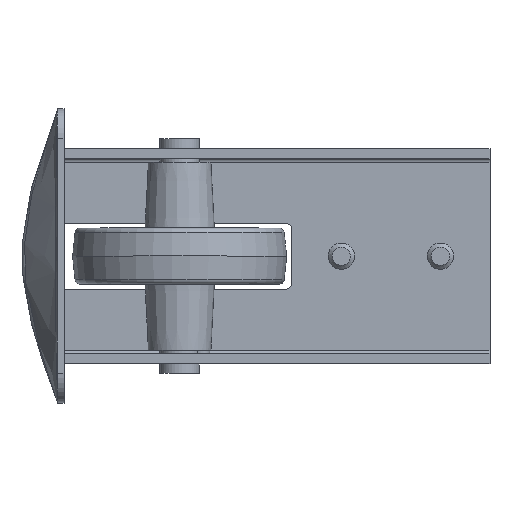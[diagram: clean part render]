
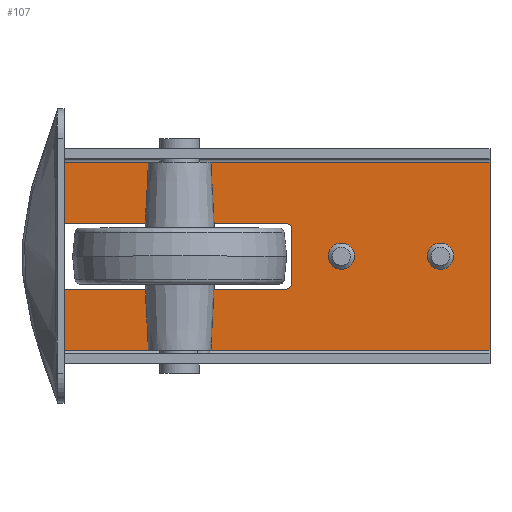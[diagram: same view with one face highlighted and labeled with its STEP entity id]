
A CAD part, top view. The second image highlights one B-rep face of the part: STEP entity #107.
In plain terms, the highlighted planar face has unit normal (0, 0, 1).
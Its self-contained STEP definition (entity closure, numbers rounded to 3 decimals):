
#107=ADVANCED_FACE('',(#1586,#1588,#1590),#1592,.T.);
#1586=FACE_BOUND('',#1587,.T.);
#1587=EDGE_LOOP('',(#9502,#9503,#9504,#9505,#9506,#9507,#9508,#9509,#9510,#9511));
#1588=FACE_BOUND('',#1589,.T.);
#1589=EDGE_LOOP('',(#9512));
#1590=FACE_BOUND('',#1591,.T.);
#1591=EDGE_LOOP('',(#9513));
#1592=PLANE('',#1593);
#1593=AXIS2_PLACEMENT_3D('',#1594,#1595,#1596);
#1594=CARTESIAN_POINT('',(34.676,-53.255,21.579));
#1595=DIRECTION('',(0.,0.,1.));
#1596=DIRECTION('',(1.,0.,0.));
#9502=ORIENTED_EDGE('',*,*,#15391,.T.);
#9503=ORIENTED_EDGE('',*,*,#15408,.T.);
#9504=ORIENTED_EDGE('',*,*,#15406,.T.);
#9505=ORIENTED_EDGE('',*,*,#15404,.T.);
#9506=ORIENTED_EDGE('',*,*,#15402,.T.);
#9507=ORIENTED_EDGE('',*,*,#15400,.T.);
#9508=ORIENTED_EDGE('',*,*,#15377,.T.);
#9509=ORIENTED_EDGE('',*,*,#15430,.T.);
#9510=ORIENTED_EDGE('',*,*,#15396,.T.);
#9511=ORIENTED_EDGE('',*,*,#15431,.T.);
#9512=ORIENTED_EDGE('',*,*,#15432,.F.);
#9513=ORIENTED_EDGE('',*,*,#15433,.F.);
#15377=EDGE_CURVE('',#18486,#18484,#18487,.T.);
#15391=EDGE_CURVE('',#18512,#18510,#18513,.T.);
#15396=EDGE_CURVE('',#18520,#18518,#18521,.T.);
#15400=EDGE_CURVE('',#18526,#18486,#18527,.F.);
#15402=EDGE_CURVE('',#18529,#18526,#18530,.T.);
#15404=EDGE_CURVE('',#18532,#18529,#18533,.F.);
#15406=EDGE_CURVE('',#18535,#18532,#18536,.T.);
#15408=EDGE_CURVE('',#18510,#18535,#18538,.F.);
#15430=EDGE_CURVE('',#18484,#18520,#18575,.T.);
#15431=EDGE_CURVE('',#18518,#18512,#18576,.T.);
#15432=EDGE_CURVE('',#18577,#18577,#18578,.T.);
#15433=EDGE_CURVE('',#18579,#18579,#18580,.T.);
#18484=VERTEX_POINT('',#24347);
#18486=VERTEX_POINT('',#24352);
#18487=LINE('',#24353,#24354);
#18510=VERTEX_POINT('',#24425);
#18512=VERTEX_POINT('',#24429);
#18513=LINE('',#24430,#24431);
#18518=VERTEX_POINT('',#24445);
#18520=VERTEX_POINT('',#24449);
#18521=LINE('',#24450,#24451);
#18526=VERTEX_POINT('',#24464);
#18527=LINE('',#24465,#24466);
#18529=VERTEX_POINT('',#24471);
#18530=CIRCLE('',#24472,2.);
#18532=VERTEX_POINT('',#24479);
#18533=LINE('',#24480,#24481);
#18535=VERTEX_POINT('',#24486);
#18536=CIRCLE('',#24487,2.);
#18538=LINE('',#24494,#24495);
#18575=LINE('',#24673,#24674);
#18576=LINE('',#24676,#24677);
#18577=VERTEX_POINT('',#24679);
#18578=CIRCLE('',#24680,4.);
#18579=VERTEX_POINT('',#24684);
#18580=CIRCLE('',#24685,4.);
#24347=CARTESIAN_POINT('',(34.676,-52.255,21.579));
#24352=CARTESIAN_POINT('',(34.676,-33.755,21.579));
#24353=CARTESIAN_POINT('',(34.676,-33.755,21.579));
#24354=VECTOR('',#24355,1.);
#24355=DIRECTION('',(0.,-1.,0.));
#24425=CARTESIAN_POINT('',(34.676,-13.755,21.579));
#24429=CARTESIAN_POINT('',(34.676,4.745,21.579));
#24430=CARTESIAN_POINT('',(34.676,4.745,21.579));
#24431=VECTOR('',#24432,1.);
#24432=DIRECTION('',(0.,-1.,0.));
#24445=CARTESIAN_POINT('',(163.676,4.745,21.579));
#24449=CARTESIAN_POINT('',(163.676,-52.255,21.579));
#24450=CARTESIAN_POINT('',(163.676,-52.255,21.579));
#24451=VECTOR('',#24452,1.);
#24452=DIRECTION('',(0.,1.,0.));
#24464=CARTESIAN_POINT('',(101.676,-33.755,21.579));
#24465=CARTESIAN_POINT('',(34.676,-33.755,21.579));
#24466=VECTOR('',#24467,1.);
#24467=DIRECTION('',(1.,0.,0.));
#24471=CARTESIAN_POINT('',(103.676,-31.755,21.579));
#24472=AXIS2_PLACEMENT_3D('',#24473,#24474,#24475);
#24473=CARTESIAN_POINT('',(101.676,-31.755,21.579));
#24474=DIRECTION('',(0.,0.,-1.));
#24475=DIRECTION('',(1.,0.,0.));
#24479=CARTESIAN_POINT('',(103.676,-15.755,21.579));
#24480=CARTESIAN_POINT('',(103.676,-31.755,21.579));
#24481=VECTOR('',#24482,1.);
#24482=DIRECTION('',(0.,1.,0.));
#24486=CARTESIAN_POINT('',(101.676,-13.755,21.579));
#24487=AXIS2_PLACEMENT_3D('',#24488,#24489,#24490);
#24488=CARTESIAN_POINT('',(101.676,-15.755,21.579));
#24489=DIRECTION('',(0.,0.,-1.));
#24490=DIRECTION('',(0.,1.,0.));
#24494=CARTESIAN_POINT('',(101.676,-13.755,21.579));
#24495=VECTOR('',#24496,1.);
#24496=DIRECTION('',(-1.,0.,0.));
#24673=CARTESIAN_POINT('',(34.676,-52.255,21.579));
#24674=VECTOR('',#24675,1.);
#24675=DIRECTION('',(1.,0.,0.));
#24676=CARTESIAN_POINT('',(163.676,4.745,21.579));
#24677=VECTOR('',#24678,1.);
#24678=DIRECTION('',(-1.,0.,0.));
#24679=CARTESIAN_POINT('',(115.212,-25.755,21.579));
#24680=AXIS2_PLACEMENT_3D('',#24681,#24682,#24683);
#24681=CARTESIAN_POINT('',(118.676,-23.755,21.579));
#24682=DIRECTION('',(0.,0.,1.));
#24683=DIRECTION('',(-0.866,-0.5,-0.));
#24684=CARTESIAN_POINT('',(145.212,-25.755,21.579));
#24685=AXIS2_PLACEMENT_3D('',#24686,#24687,#24688);
#24686=CARTESIAN_POINT('',(148.676,-23.755,21.579));
#24687=DIRECTION('',(0.,0.,1.));
#24688=DIRECTION('',(-0.866,-0.5,-0.));
